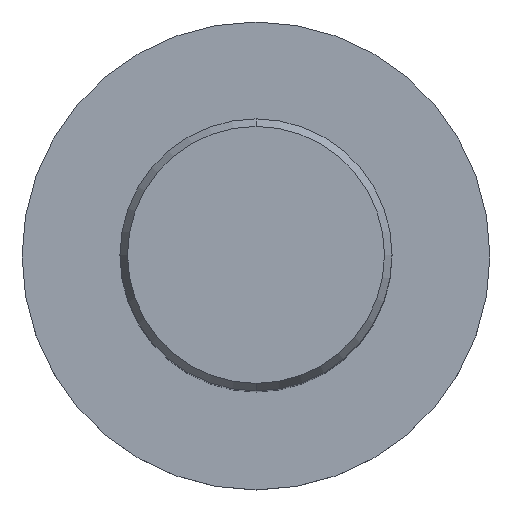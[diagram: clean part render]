
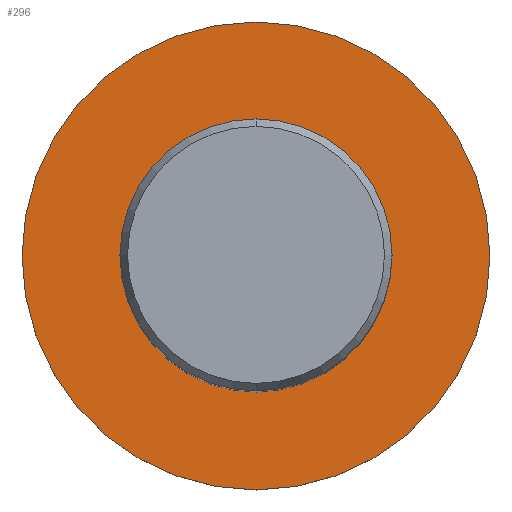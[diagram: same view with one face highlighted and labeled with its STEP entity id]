
A CAD part, top view. The second image highlights one B-rep face of the part: STEP entity #296.
In plain terms, the highlighted planar face has unit normal (0, 0, 1).
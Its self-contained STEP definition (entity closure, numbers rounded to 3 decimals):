
#264=VERTEX_POINT('',#604);
#268=EDGE_CURVE('',#264,#366,#608,.T.);
#296=ADVANCED_FACE('',(#639,#640),#641,.T.);
#352=EDGE_CURVE('',#412,#408,#704,.T.);
#366=VERTEX_POINT('',#719);
#408=VERTEX_POINT('',#764);
#412=VERTEX_POINT('',#768);
#414=EDGE_CURVE('',#408,#412,#770,.T.);
#444=EDGE_CURVE('',#366,#264,#802,.T.);
#604=CARTESIAN_POINT('',(0.0,12.5,-56.0));
#608=CIRCLE('',#1018,12.5);
#639=FACE_BOUND('',#1063,.T.);
#640=FACE_OUTER_BOUND('',#1064,.T.);
#641=PLANE('',#1065);
#704=CIRCLE('',#1197,21.5);
#719=CARTESIAN_POINT('',(0.,-12.5,-56.0));
#764=CARTESIAN_POINT('',(0.0,21.5,-56.0));
#768=CARTESIAN_POINT('',(0.,-21.5,-56.0));
#770=CIRCLE('',#1327,21.5);
#802=CIRCLE('',#1393,12.5);
#1018=AXIS2_PLACEMENT_3D('',#1656,#1657,#1658);
#1063=EDGE_LOOP('',(#1692,#1693));
#1064=EDGE_LOOP('',(#1694,#1695));
#1065=AXIS2_PLACEMENT_3D('',#1696,#1697,#1698);
#1197=AXIS2_PLACEMENT_3D('',#1793,#1794,#1795);
#1327=AXIS2_PLACEMENT_3D('',#1861,#1862,#1863);
#1393=AXIS2_PLACEMENT_3D('',#1900,#1901,#1902);
#1656=CARTESIAN_POINT('',(0.0,0.0,-56.0));
#1657=DIRECTION('',(-0.0,0.0,-1.0));
#1658=DIRECTION('',(0.0,1.0,0.0));
#1692=ORIENTED_EDGE('',*,*,#268,.T.);
#1693=ORIENTED_EDGE('',*,*,#444,.T.);
#1694=ORIENTED_EDGE('',*,*,#414,.F.);
#1695=ORIENTED_EDGE('',*,*,#352,.F.);
#1696=CARTESIAN_POINT('',(0.0,10.75,-56.0));
#1697=DIRECTION('',(-0.0,0.0,1.0));
#1698=DIRECTION('',(0.0,-1.0,0.0));
#1793=CARTESIAN_POINT('',(0.0,0.0,-56.0));
#1794=DIRECTION('',(0.0,0.0,-1.0));
#1795=DIRECTION('',(0.0,1.0,0.0));
#1861=CARTESIAN_POINT('',(0.0,0.0,-56.0));
#1862=DIRECTION('',(0.0,0.0,-1.0));
#1863=DIRECTION('',(0.0,1.0,0.0));
#1900=CARTESIAN_POINT('',(0.0,0.0,-56.0));
#1901=DIRECTION('',(-0.0,0.0,-1.0));
#1902=DIRECTION('',(0.0,1.0,0.0));
